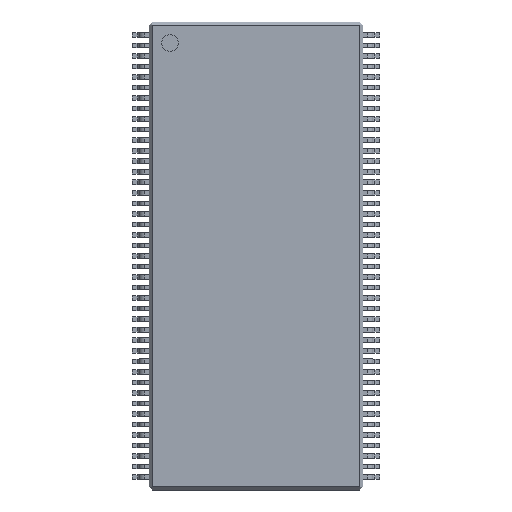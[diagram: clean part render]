
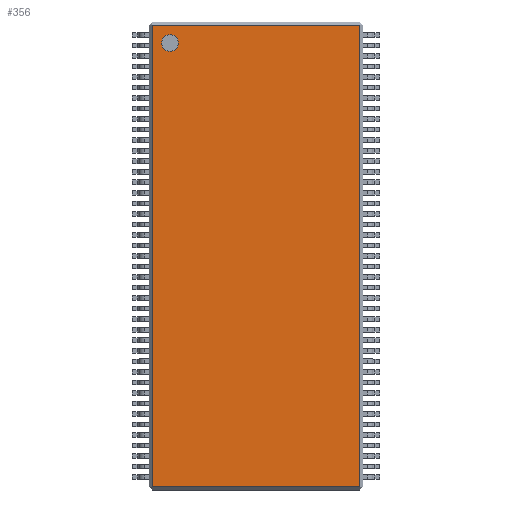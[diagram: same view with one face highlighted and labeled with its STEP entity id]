
A CAD part, top view. The second image highlights one B-rep face of the part: STEP entity #356.
In plain terms, the highlighted planar face has unit normal (0, 0, 1).
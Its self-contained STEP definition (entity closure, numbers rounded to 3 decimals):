
#13=DIRECTION('',(0.,0.,1.));
#14=DIRECTION('',(1.,0.,0.));
#149=VECTOR('',#150,1.);
#150=DIRECTION('',(0.,1.,0.));
#225=VERTEX_POINT('',#226);
#226=CARTESIAN_POINT('',(-4.93,-10.96,1.2));
#234=VERTEX_POINT('',#235);
#235=CARTESIAN_POINT('',(-4.93,10.96,1.2));
#240=ORIENTED_EDGE('',*,*,#241,.F.);
#241=EDGE_CURVE('',#225,#234,#242,.T.);
#242=LINE('',#243,#149);
#243=CARTESIAN_POINT('',(-4.93,-11.11,1.2));
#313=VECTOR('',#14,1.);
#356=ADVANCED_FACE('',(#357,#375),#384,.T.);
#357=FACE_BOUND('',#358,.T.);
#358=EDGE_LOOP('',(#240,#359,#365,#371));
#359=ORIENTED_EDGE('',*,*,#360,.T.);
#360=EDGE_CURVE('',#225,#361,#363,.T.);
#361=VERTEX_POINT('',#362);
#362=CARTESIAN_POINT('',(4.93,-10.96,1.2));
#363=LINE('',#364,#313);
#364=CARTESIAN_POINT('',(-5.08,-10.96,1.2));
#365=ORIENTED_EDGE('',*,*,#366,.T.);
#366=EDGE_CURVE('',#361,#367,#369,.T.);
#367=VERTEX_POINT('',#368);
#368=CARTESIAN_POINT('',(4.93,10.96,1.2));
#369=LINE('',#370,#149);
#370=CARTESIAN_POINT('',(4.93,-11.11,1.2));
#371=ORIENTED_EDGE('',*,*,#372,.F.);
#372=EDGE_CURVE('',#234,#367,#373,.T.);
#373=LINE('',#374,#313);
#374=CARTESIAN_POINT('',(-5.08,10.96,1.2));
#375=FACE_BOUND('',#376,.T.);
#376=EDGE_LOOP('',(#377));
#377=ORIENTED_EDGE('',*,*,#378,.F.);
#378=EDGE_CURVE('',#379,#379,#381,.T.);
#379=VERTEX_POINT('',#380);
#380=CARTESIAN_POINT('',(-3.68,10.11,1.2));
#381=CIRCLE('',#382,0.4);
#382=AXIS2_PLACEMENT_3D('',#383,#13,#14);
#383=CARTESIAN_POINT('',(-4.08,10.11,1.2));
#384=PLANE('',#385);
#385=AXIS2_PLACEMENT_3D('',#386,#13,#14);
#386=CARTESIAN_POINT('',(-5.08,-11.11,1.2));
